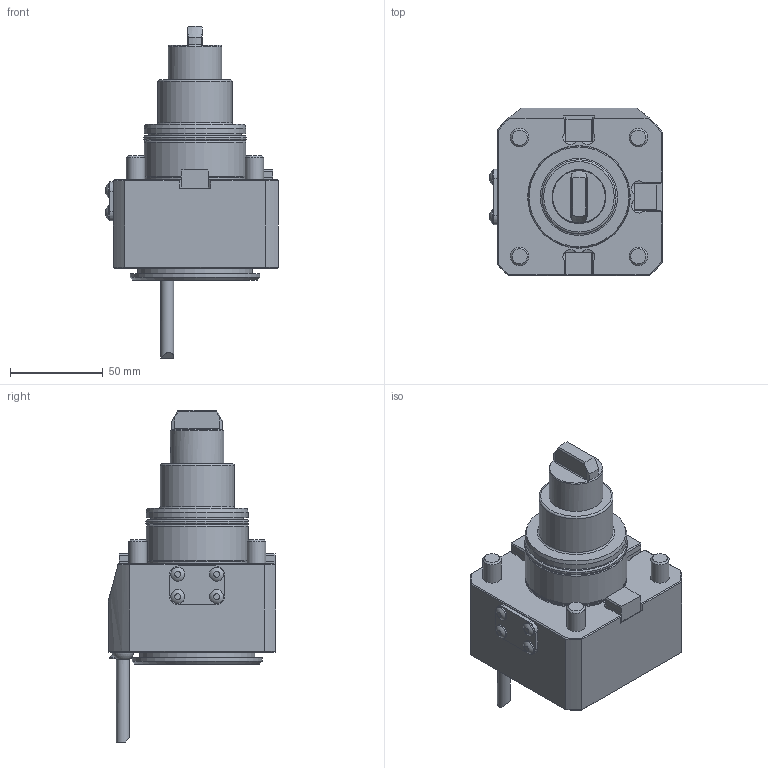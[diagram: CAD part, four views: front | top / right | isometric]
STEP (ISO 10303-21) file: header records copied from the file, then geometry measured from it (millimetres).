
FILE_DESCRIPTION(/* description */ (''),/* implementation_level */ '2;1');
FILE_NAME(/* name */ '1616148261018.stp',/* time_stamp */ '2021-03-19T11:04:28+01:00',/* author */ (''),/* organization */ ('SMS'),/* preprocessor_version */ 'ST-DEVELOPER v16.7',/* originating_system */ 'SIEMENS PLM Software NX 12.0',/* authorisation */ '');
FILE_SCHEMA (('AUTOMOTIVE_DESIGN { 1 0 10303 214 3 1 1 1 }'));
Length unit declared in the file: millimetre
Products named in the file (1): 203437742mod000_00
Bounding box: 93.2 x 90.5 x 179 mm (x, y, z)
Surface area: 52600.4 mm2 (no closed solid volume)
Topology: 0 solids, 1 shells, 212 faces, 587 edges, 380 vertices
Faces by surface type: plane 118, cylinder 47, cone 35, torus 6, sphere 5, bspline 1
Full cylindrical faces by diameter (mm): 2.5 x1, 5 x3, 6 x1, 7 x1, 7.6 x4, 10 x4, 12 x1, 29 x1, 31.6 x1, 40 x2, 50 x1, 54.5 x1, 54.9 x2, 55.3 x1, 62 x1, 68 x1, 70 x1
Entity records: 6709 total; most frequent: CARTESIAN_POINT 1591, DIRECTION 1029, ORIENTED_EDGE 1000, EDGE_CURVE 500, AXIS2_PLACEMENT_3D 380, VERTEX_POINT 354, EDGE_LOOP 296, LINE 269
